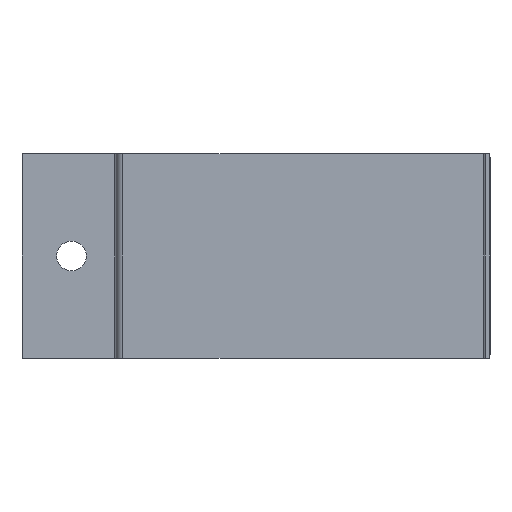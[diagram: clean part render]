
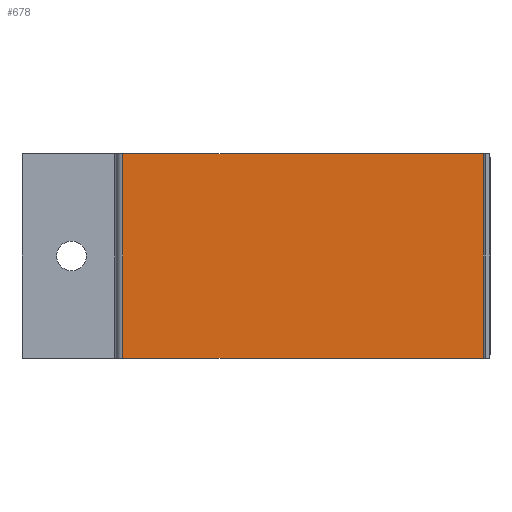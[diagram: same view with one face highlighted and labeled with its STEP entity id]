
A CAD part, front view. The second image highlights one B-rep face of the part: STEP entity #678.
In plain terms, the highlighted planar face has unit normal (0, -1, 0).
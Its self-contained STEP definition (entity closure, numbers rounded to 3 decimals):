
#3 = VECTOR ( 'NONE', #666, 1000. ) ;
#15 = VERTEX_POINT ( 'NONE', #228 ) ;
#45 = VECTOR ( 'NONE', #639, 1000. ) ;
#152 = LINE ( 'NONE', #576, #3 ) ;
#191 = LINE ( 'NONE', #1108, #1008 ) ;
#228 = CARTESIAN_POINT ( 'NONE',  ( -55.4, -1.4, -31. ) ) ;
#250 = FACE_OUTER_BOUND ( 'NONE', #1080, .T. ) ;
#280 = LINE ( 'NONE', #756, #1119 ) ;
#313 = VERTEX_POINT ( 'NONE', #722 ) ;
#393 = CARTESIAN_POINT ( 'NONE',  ( 54., -1.4, -31. ) ) ;
#445 = CARTESIAN_POINT ( 'NONE',  ( -56., -1.4, 31. ) ) ;
#497 = VERTEX_POINT ( 'NONE', #393 ) ;
#576 = CARTESIAN_POINT ( 'NONE',  ( -56., -1.4, -31. ) ) ;
#581 = ORIENTED_EDGE ( 'NONE', *, *, #1159, .F. ) ;
#600 = AXIS2_PLACEMENT_3D ( 'NONE', #687, #1091, #852 ) ;
#639 = DIRECTION ( 'NONE',  ( -1., 0., 0. ) ) ;
#666 = DIRECTION ( 'NONE',  ( -1., 0., 0. ) ) ;
#678 = ADVANCED_FACE ( 'NONE', ( #250 ), #927, .T. ) ;
#686 = ORIENTED_EDGE ( 'NONE', *, *, #1195, .T. ) ;
#687 = CARTESIAN_POINT ( 'NONE',  ( -56., -1.4, 31. ) ) ;
#708 = LINE ( 'NONE', #445, #45 ) ;
#722 = CARTESIAN_POINT ( 'NONE',  ( -55.4, -1.4, 31. ) ) ;
#755 = DIRECTION ( 'NONE',  ( 0., 0., 1. ) ) ;
#756 = CARTESIAN_POINT ( 'NONE',  ( -55.4, -1.4, -31. ) ) ;
#770 = ORIENTED_EDGE ( 'NONE', *, *, #1233, .F. ) ;
#842 = EDGE_CURVE ( 'NONE', #497, #980, #191, .T. ) ;
#852 = DIRECTION ( 'NONE',  ( 0., 0., -1. ) ) ;
#880 = ORIENTED_EDGE ( 'NONE', *, *, #842, .T. ) ;
#900 = DIRECTION ( 'NONE',  ( 0., 0., 1. ) ) ;
#927 = PLANE ( 'NONE',  #600 ) ;
#980 = VERTEX_POINT ( 'NONE', #1130 ) ;
#1008 = VECTOR ( 'NONE', #900, 1000. ) ;
#1080 = EDGE_LOOP ( 'NONE', ( #770, #581, #880, #686 ) ) ;
#1091 = DIRECTION ( 'NONE',  ( 0., -1., 0. ) ) ;
#1108 = CARTESIAN_POINT ( 'NONE',  ( 54., -1.4, -31. ) ) ;
#1119 = VECTOR ( 'NONE', #755, 1000. ) ;
#1130 = CARTESIAN_POINT ( 'NONE',  ( 54., -1.4, 31. ) ) ;
#1159 = EDGE_CURVE ( 'NONE', #497, #15, #152, .T. ) ;
#1195 = EDGE_CURVE ( 'NONE', #980, #313, #708, .T. ) ;
#1233 = EDGE_CURVE ( 'NONE', #15, #313, #280, .T. ) ;
